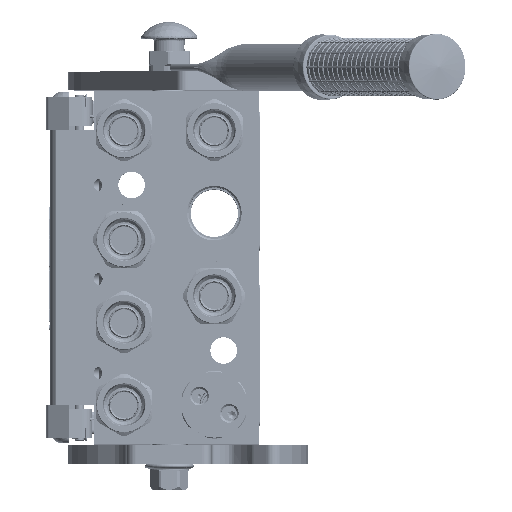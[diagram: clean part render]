
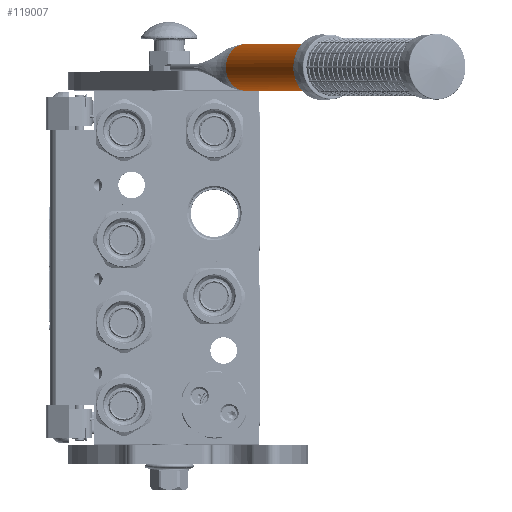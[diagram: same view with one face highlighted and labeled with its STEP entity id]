
A CAD part, top view. The second image highlights one B-rep face of the part: STEP entity #119007.
In plain terms, the highlighted cylindrical face has radius 12.5 mm (diameter 25 mm), a partial arc.
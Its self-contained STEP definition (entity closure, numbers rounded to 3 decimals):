
#4190 = CARTESIAN_POINT ( 'NONE',  ( 12.468, 0.136, -0.889 ) ) ;
#4884 = CARTESIAN_POINT ( 'NONE',  ( 0., 0., 0. ) ) ;
#6888 = B_SPLINE_CURVE_WITH_KNOTS ( 'NONE', 3,
 ( #120902, #28627, #138233, #122520, #176173, #195165, #214197, #176969, #102734, #158042, #101170, #64015, #160471, #233191, #64803 ),
 .UNSPECIFIED., .F., .F.,
 ( 4, 2, 2, 1, 1, 1, 2, 2, 4 ),
 ( 0., 0.25, 0.375, 0.438, 0.469, 0.484, 0.492, 0.5, 1. ),
 .UNSPECIFIED. ) ;
#13219 = AXIS2_PLACEMENT_3D ( 'NONE', #218088, #26874, #177632 ) ;
#19142 = CYLINDRICAL_SURFACE ( 'NONE', #30038, 12.5 ) ;
#22470 = EDGE_CURVE ( 'NONE', #82159, #90470, #76107, .T. ) ;
#23121 = CARTESIAN_POINT ( 'NONE',  ( 12.471, 0.146, -0.847 ) ) ;
#23812 = DIRECTION ( 'NONE',  ( 0.994, 0., -0.109 ) ) ;
#23933 = CARTESIAN_POINT ( 'NONE',  ( 12.461, 0.114, -0.981 ) ) ;
#24459 = VERTEX_POINT ( 'NONE', #158028 ) ;
#24742 = CARTESIAN_POINT ( 'NONE',  ( 12.479, 0.172, -0.721 ) ) ;
#26874 = DIRECTION ( 'NONE',  ( 0., 1., 0. ) ) ;
#28627 = CARTESIAN_POINT ( 'NONE',  ( -12.5, 0.24, -0.108 ) ) ;
#30038 = AXIS2_PLACEMENT_3D ( 'NONE', #131842, #94788, #242489 ) ;
#30586 = CARTESIAN_POINT ( 'NONE',  ( 12.5, 0.24, 0. ) ) ;
#31054 = CIRCLE ( 'NONE', #244239, 12.5 ) ;
#35386 = EDGE_CURVE ( 'NONE', #165971, #215021, #221690, .T. ) ;
#42022 = CARTESIAN_POINT ( 'NONE',  ( 12.474, 0.155, -0.804 ) ) ;
#51692 = LINE ( 'NONE', #117349, #149098 ) ;
#59056 = CARTESIAN_POINT ( 'NONE',  ( -12.5, 0.24, 0. ) ) ;
#59327 = CARTESIAN_POINT ( 'NONE',  ( 12.466, 0.127, -0.927 ) ) ;
#60943 = CARTESIAN_POINT ( 'NONE',  ( 12.478, 0.167, -0.748 ) ) ;
#64015 = CARTESIAN_POINT ( 'NONE',  ( -12.481, 0.178, -0.688 ) ) ;
#64297 = VECTOR ( 'NONE', #243889, 1000. ) ;
#64803 = CARTESIAN_POINT ( 'NONE',  ( -12.426, 0., -1.36 ) ) ;
#72789 = ORIENTED_EDGE ( 'NONE', *, *, #22470, .T. ) ;
#73909 = EDGE_CURVE ( 'NONE', #81279, #24459, #51692, .T. ) ;
#76107 = LINE ( 'NONE', #59056, #64297 ) ;
#81279 = VERTEX_POINT ( 'NONE', #30586 ) ;
#82159 = VERTEX_POINT ( 'NONE', #154537 ) ;
#83415 = EDGE_CURVE ( 'NONE', #24459, #90470, #212327, .T. ) ;
#86539 = DIRECTION ( 'NONE',  ( 0.994, 0., -0.109 ) ) ;
#90470 = VERTEX_POINT ( 'NONE', #114891 ) ;
#93829 = EDGE_CURVE ( 'NONE', #82159, #215021, #6888, .T. ) ;
#94788 = DIRECTION ( 'NONE',  ( 0., -1., 0. ) ) ;
#98081 = CARTESIAN_POINT ( 'NONE',  ( 12.452, 0.083, -1.1 ) ) ;
#101170 = CARTESIAN_POINT ( 'NONE',  ( -12.481, 0.178, -0.683 ) ) ;
#102734 = CARTESIAN_POINT ( 'NONE',  ( -12.482, 0.182, -0.665 ) ) ;
#102995 = AXIS2_PLACEMENT_3D ( 'NONE', #4884, #217565, #23812 ) ;
#103525 = EDGE_CURVE ( 'NONE', #157236, #165971, #31054, .T. ) ;
#104372 = EDGE_CURVE ( 'NONE', #157236, #81279, #206177, .T. ) ;
#104856 = ORIENTED_EDGE ( 'NONE', *, *, #104372, .F. ) ;
#105737 = ORIENTED_EDGE ( 'NONE', *, *, #35386, .T. ) ;
#106397 = CARTESIAN_POINT ( 'NONE',  ( 12.426, 0., -1.36 ) ) ;
#114891 = CARTESIAN_POINT ( 'NONE',  ( -12.5, 198., 0. ) ) ;
#115370 = CARTESIAN_POINT ( 'NONE',  ( 12.464, 0.121, -0.953 ) ) ;
#116985 = CARTESIAN_POINT ( 'NONE',  ( 12.466, 0.13, -0.917 ) ) ;
#117349 = CARTESIAN_POINT ( 'NONE',  ( 12.5, 0.24, 0. ) ) ;
#119007 = ADVANCED_FACE ( 'NONE', ( #151766 ), #19142, .T. ) ;
#120902 = CARTESIAN_POINT ( 'NONE',  ( -12.5, 0.24, 0. ) ) ;
#122520 = CARTESIAN_POINT ( 'NONE',  ( -12.494, 0.22, -0.394 ) ) ;
#131842 = CARTESIAN_POINT ( 'NONE',  ( 0., 0., 0. ) ) ;
#135376 = CARTESIAN_POINT ( 'NONE',  ( -12.426, 0., -1.36 ) ) ;
#138233 = CARTESIAN_POINT ( 'NONE',  ( -12.499, 0.235, -0.221 ) ) ;
#149098 = VECTOR ( 'NONE', #228796, 1000. ) ;
#151766 = FACE_OUTER_BOUND ( 'NONE', #163314, .T. ) ;
#154537 = CARTESIAN_POINT ( 'NONE',  ( -12.5, 0.24, 0. ) ) ;
#154920 = CARTESIAN_POINT ( 'NONE',  ( 12.426, 0., -1.36 ) ) ;
#157236 = VERTEX_POINT ( 'NONE', #106397 ) ;
#158028 = CARTESIAN_POINT ( 'NONE',  ( 12.5, 198., 0. ) ) ;
#158042 = CARTESIAN_POINT ( 'NONE',  ( -12.482, 0.18, -0.676 ) ) ;
#160471 = CARTESIAN_POINT ( 'NONE',  ( -12.472, 0.146, -0.859 ) ) ;
#163314 = EDGE_LOOP ( 'NONE', ( #228780, #105737, #170509, #72789, #211877, #235466, #104856 ) ) ;
#165971 = VERTEX_POINT ( 'NONE', #179225 ) ;
#170509 = ORIENTED_EDGE ( 'NONE', *, *, #93829, .F. ) ;
#173892 = CARTESIAN_POINT ( 'NONE',  ( 12.467, 0.131, -0.91 ) ) ;
#175510 = CARTESIAN_POINT ( 'NONE',  ( 12.5, 0.24, 0. ) ) ;
#176173 = CARTESIAN_POINT ( 'NONE',  ( -12.492, 0.214, -0.452 ) ) ;
#176969 = CARTESIAN_POINT ( 'NONE',  ( -12.484, 0.186, -0.638 ) ) ;
#177632 = DIRECTION ( 'NONE',  ( 1., 0., 0. ) ) ;
#179225 = CARTESIAN_POINT ( 'NONE',  ( 0., 0., -12.5 ) ) ;
#192006 = CARTESIAN_POINT ( 'NONE',  ( 12.441, 0.049, -1.219 ) ) ;
#195165 = CARTESIAN_POINT ( 'NONE',  ( -12.488, 0.202, -0.541 ) ) ;
#196877 = CARTESIAN_POINT ( 'NONE',  ( 12.494, 0.221, -0.449 ) ) ;
#198700 = CARTESIAN_POINT ( 'NONE',  ( 0., 0., 0. ) ) ;
#199523 = DIRECTION ( 'NONE',  ( 0., 1., 0. ) ) ;
#206177 = B_SPLINE_CURVE_WITH_KNOTS ( 'NONE', 3,
 ( #154920, #192006, #98081, #23933, #115370, #59327, #116985, #173892, #4190, #23121, #42022, #60943, #24742, #196877, #234139, #175510 ),
 .UNSPECIFIED., .F., .F.,
 ( 4, 2, 1, 2, 2, 1, 2, 2, 4 ),
 ( 0., 0.25, 0.313, 0.328, 0.344, 0.375, 0.438, 0.5, 1. ),
 .UNSPECIFIED. ) ;
#211877 = ORIENTED_EDGE ( 'NONE', *, *, #83415, .F. ) ;
#212327 = CIRCLE ( 'NONE', #13219, 12.5 ) ;
#214197 = CARTESIAN_POINT ( 'NONE',  ( -12.486, 0.195, -0.586 ) ) ;
#215021 = VERTEX_POINT ( 'NONE', #135376 ) ;
#217565 = DIRECTION ( 'NONE',  ( 0., 1., 0. ) ) ;
#218088 = CARTESIAN_POINT ( 'NONE',  ( 0., 198., 0. ) ) ;
#221690 = CIRCLE ( 'NONE', #102995, 12.5 ) ;
#228780 = ORIENTED_EDGE ( 'NONE', *, *, #103525, .T. ) ;
#228796 = DIRECTION ( 'NONE',  ( 0., 1., 0. ) ) ;
#233191 = CARTESIAN_POINT ( 'NONE',  ( -12.456, 0.096, -1.087 ) ) ;
#234139 = CARTESIAN_POINT ( 'NONE',  ( 12.5, 0.24, -0.216 ) ) ;
#235466 = ORIENTED_EDGE ( 'NONE', *, *, #73909, .F. ) ;
#242489 = DIRECTION ( 'NONE',  ( 1., 0., 0. ) ) ;
#243889 = DIRECTION ( 'NONE',  ( 0., 1., 0. ) ) ;
#244239 = AXIS2_PLACEMENT_3D ( 'NONE', #198700, #199523, #86539 ) ;
